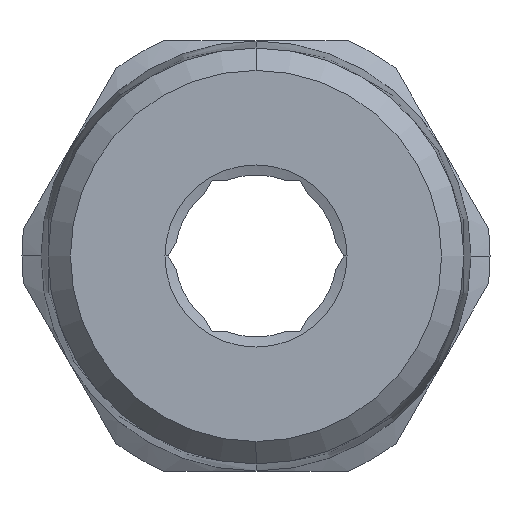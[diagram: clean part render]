
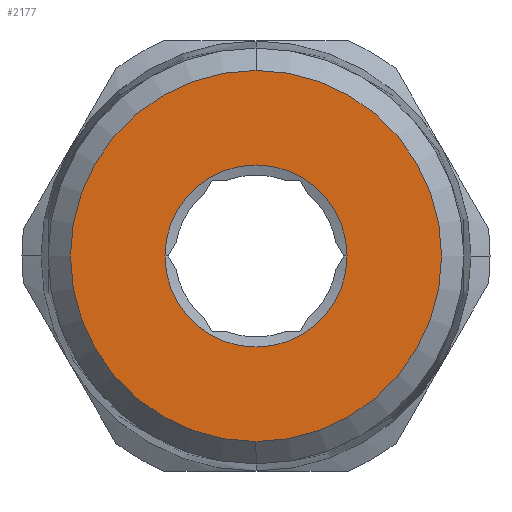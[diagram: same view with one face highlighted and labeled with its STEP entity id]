
A CAD part, front view. The second image highlights one B-rep face of the part: STEP entity #2177.
In plain terms, the highlighted planar face has unit normal (0, -1, 0).
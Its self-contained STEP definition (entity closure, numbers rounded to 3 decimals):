
#2177=ADVANCED_FACE('',(#4376,#4377),#4378,.T.);
#4376=FACE_OUTER_BOUND('',#8176,.T.);
#4377=FACE_BOUND('',#8177,.T.);
#4378=PLANE('',#8178);
#8176=EDGE_LOOP('',(#14555,#14556));
#8177=EDGE_LOOP('',(#14557,#14558));
#8178=AXIS2_PLACEMENT_3D('',#14559,#14560,#14561);
#14555=ORIENTED_EDGE('',*,*,#16162,.F.);
#14556=ORIENTED_EDGE('',*,*,#15977,.F.);
#14557=ORIENTED_EDGE('',*,*,#16491,.T.);
#14558=ORIENTED_EDGE('',*,*,#16623,.T.);
#14559=CARTESIAN_POINT('',(0.0,-14.65,0.0));
#14560=DIRECTION('',(0.0,-1.0,0.0));
#14561=DIRECTION('',(0.0,0.0,-1.0));
#15977=EDGE_CURVE('',#19381,#19384,#19385,.T.);
#16162=EDGE_CURVE('',#19384,#19381,#19662,.T.);
#16491=EDGE_CURVE('',#20094,#20110,#20112,.T.);
#16623=EDGE_CURVE('',#20110,#20094,#20283,.T.);
#19381=VERTEX_POINT('',#24647);
#19384=VERTEX_POINT('',#24651);
#19385=CIRCLE('',#24652,7.335);
#19662=CIRCLE('',#25184,7.335);
#20094=VERTEX_POINT('',#25919);
#20110=VERTEX_POINT('',#25952);
#20112=CIRCLE('',#25955,3.6);
#20283=CIRCLE('',#26389,3.6);
#24647=CARTESIAN_POINT('',(0.,-14.65,-7.335));
#24651=CARTESIAN_POINT('',(0.0,-14.65,7.335));
#24652=AXIS2_PLACEMENT_3D('',#29209,#29210,#29211);
#25184=AXIS2_PLACEMENT_3D('',#29395,#29396,#29397);
#25919=CARTESIAN_POINT('',(-3.6,-14.65,0.0));
#25952=CARTESIAN_POINT('',(3.6,-14.65,0.));
#25955=AXIS2_PLACEMENT_3D('',#29732,#29733,#29734);
#26389=AXIS2_PLACEMENT_3D('',#29883,#29884,#29885);
#29209=CARTESIAN_POINT('',(0.0,-14.65,0.0));
#29210=DIRECTION('',(0.0,1.0,0.0));
#29211=DIRECTION('',(0.0,0.0,-1.0));
#29395=CARTESIAN_POINT('',(0.0,-14.65,0.0));
#29396=DIRECTION('',(0.0,1.0,0.0));
#29397=DIRECTION('',(0.0,0.0,-1.0));
#29732=CARTESIAN_POINT('',(0.0,-14.65,0.0));
#29733=DIRECTION('',(0.0,1.0,0.0));
#29734=DIRECTION('',(-1.0,0.0,0.0));
#29883=CARTESIAN_POINT('',(0.0,-14.65,0.0));
#29884=DIRECTION('',(0.0,1.0,0.0));
#29885=DIRECTION('',(-1.0,0.0,0.0));
